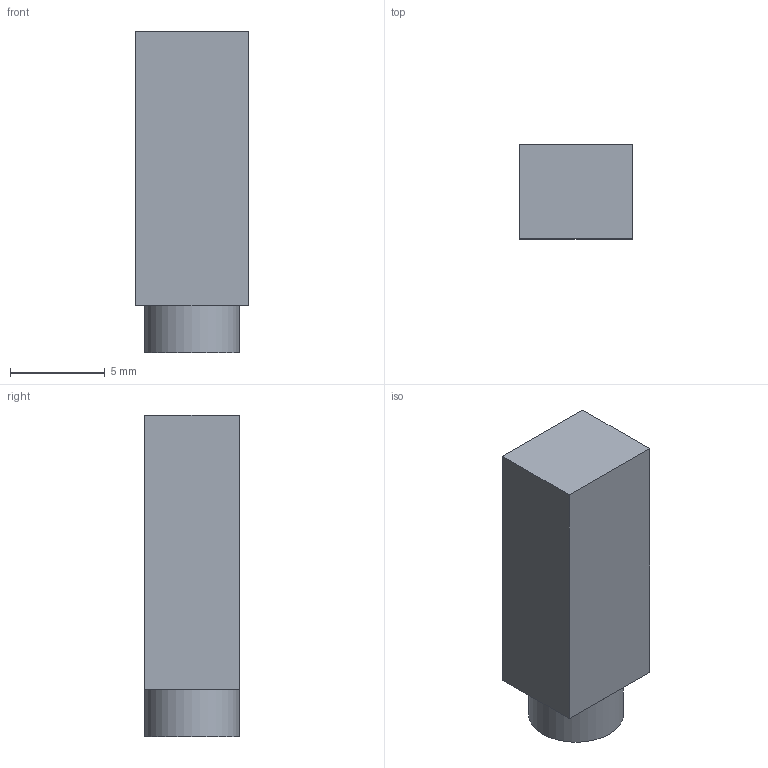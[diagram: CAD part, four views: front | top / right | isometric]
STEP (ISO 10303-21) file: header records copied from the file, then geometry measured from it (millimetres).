
FILE_DESCRIPTION(/* description */ (''),/* implementation_level */ '2;1');
FILE_NAME(/* name */ 'SJ-3523-SMT-TR.step',/* time_stamp */ '2020-02-05T22:52:59+00:00',/* author */ (''),/* organization */ (''),/* preprocessor_version */ 'ST-DEVELOPER v18',/* originating_system */ 'Autodesk Translation Framework v8.12.0.6',/* authorisation */ '');
FILE_SCHEMA (('AUTOMOTIVE_DESIGN { 1 0 10303 214 3 1 1 }'));
Length unit declared in the file: millimetre
Products named in the file (1): SJ-3523-SMT-TR
Bounding box: 6 x 5 x 17 mm (x, y, z)
Volume: 484.1 mm3; surface area: 418.3 mm2
Topology: 1 solids, 1 shells, 9 faces, 19 edges, 12 vertices
Faces by surface type: plane 8, cylinder 1
Full cylindrical faces by diameter (mm): 5 x1
Entity records: 274 total; most frequent: DIRECTION 43, CARTESIAN_POINT 41, ORIENTED_EDGE 38, EDGE_CURVE 19, LINE 15, VECTOR 15, AXIS2_PLACEMENT_3D 14, VERTEX_POINT 12
